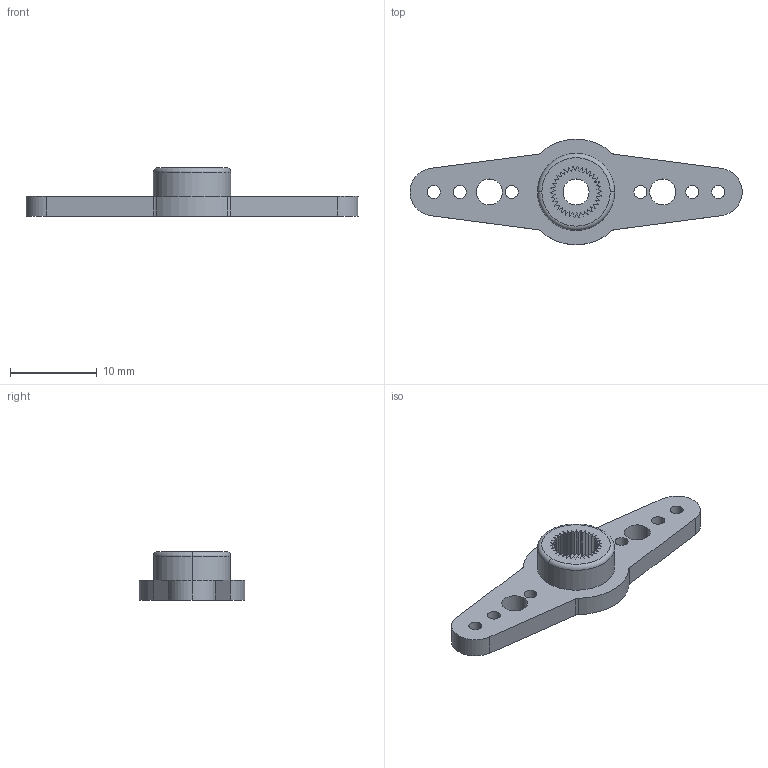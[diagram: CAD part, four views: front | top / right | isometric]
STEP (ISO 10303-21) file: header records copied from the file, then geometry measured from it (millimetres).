
FILE_DESCRIPTION (( 'STEP AP214' ), '1' );
FILE_NAME ('Standard servo arm double.STEP', '2021-06-03T07:24:17', ( '' ), ( '' ), 'SwSTEP 2.0', 'SolidWorks 2016', '' );
FILE_SCHEMA (( 'AUTOMOTIVE_DESIGN' ));
Length unit declared in the file: millimetre
Products named in the file (1): Standard servo arm double
Bounding box: 38.29 x 12.16 x 5.6 mm (x, y, z)
Volume: 704 mm3; surface area: 1089.7 mm2
Topology: 1 solids, 1 shells, 184 faces, 529 edges, 352 vertices
Faces by surface type: plane 147, cylinder 35, torus 2
Entity records: 6041 total; most frequent: CARTESIAN_POINT 1066, ORIENTED_EDGE 1058, DIRECTION 973, EDGE_CURVE 529, VECTOR 455, LINE 455, VERTEX_POINT 352, AXIS2_PLACEMENT_3D 259
